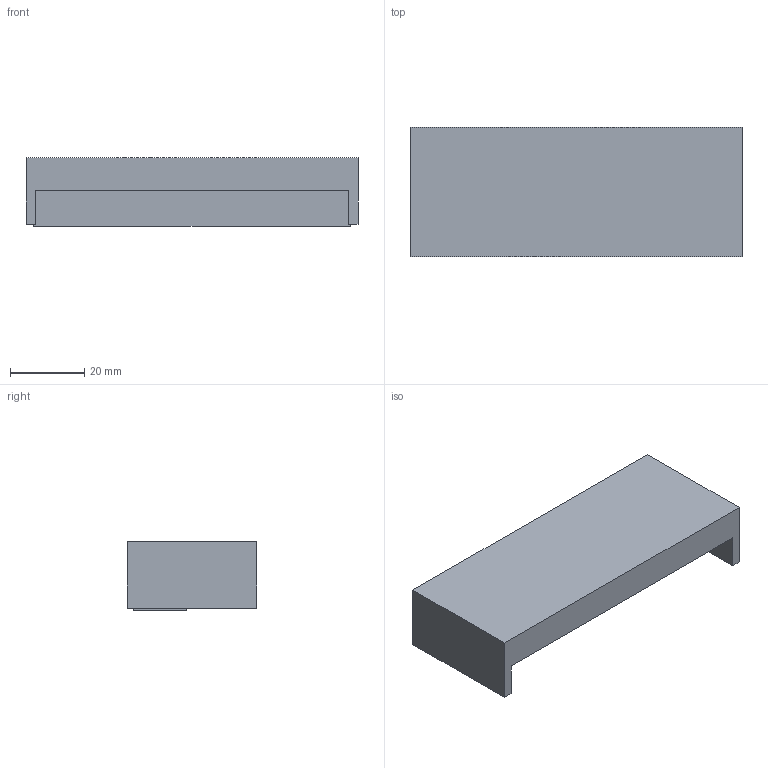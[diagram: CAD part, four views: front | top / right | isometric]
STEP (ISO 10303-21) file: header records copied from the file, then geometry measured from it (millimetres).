
FILE_DESCRIPTION (( 'STEP AP214' ), '1' );
FILE_NAME ('7407945_KSTP1.stp', '2018-08-28T08:29:17', ( '' ), ( '' ), 'SwSTEP 2.0', 'SolidWorks 2016', '' );
FILE_SCHEMA (( 'AUTOMOTIVE_DESIGN' ));
Length unit declared in the file: millimetre
Products named in the file (3): 7407945_KSTP1; 092023_Standard; 087620_Standard
Assembly tree (2 placements, depth 2):
  7407945_KSTP1
    087620_Standard
    092023_Standard
Bounding box: 89.6 x 35 x 18.6 mm (x, y, z)
Volume: 33576.9 mm3; surface area: 15683.6 mm2
Topology: 2 solids, 2 shells, 23 faces, 54 edges, 36 vertices
Faces by surface type: plane 23
Entity records: 769 total; most frequent: CARTESIAN_POINT 118, DIRECTION 110, ORIENTED_EDGE 108, VECTOR 54, LINE 54, EDGE_CURVE 54, VERTEX_POINT 36, AXIS2_PLACEMENT_3D 28
